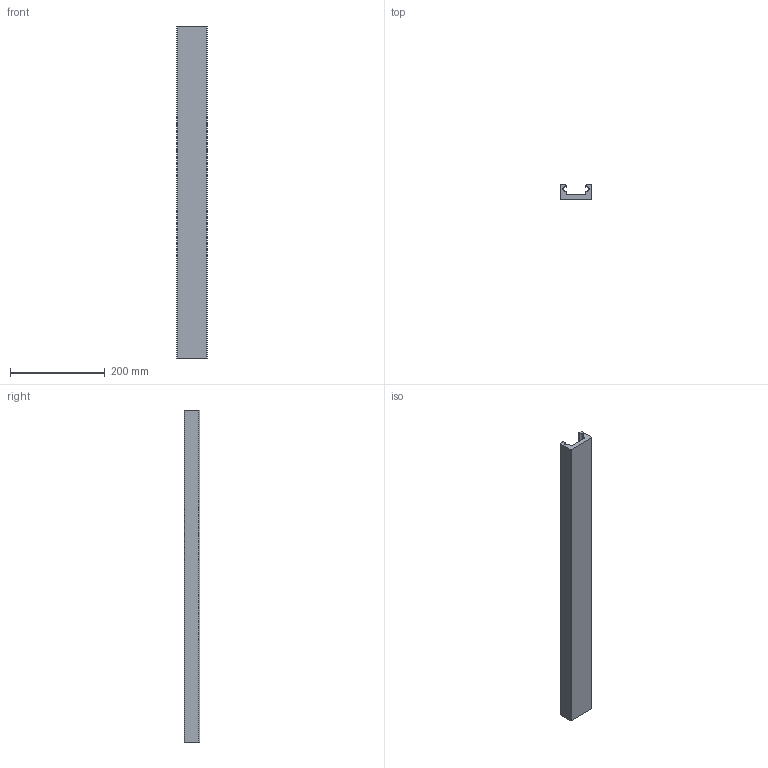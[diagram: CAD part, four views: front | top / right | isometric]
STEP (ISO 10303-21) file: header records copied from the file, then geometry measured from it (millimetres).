
FILE_DESCRIPTION (( 'STEP AP214' ), '1' );
FILE_NAME ('20437 IFW10_Schiene 700 lg.STEP', '2014-01-09T07:00:32', ( 'Simone.Haas' ), ( '' ), 'SwSTEP 2.0', 'SolidWorks 2013', '' );
FILE_SCHEMA (( 'AUTOMOTIVE_DESIGN' ));
Length unit declared in the file: millimetre
Products named in the file (1): 20437 IFW10_Schiene 700 lg
Bounding box: 65 x 32.5 x 700 mm (x, y, z)
Volume: 741685.5 mm3; surface area: 182351.6 mm2
Topology: 1 solids, 1 shells, 56 faces, 162 edges, 108 vertices
Faces by surface type: cylinder 29, plane 27
Entity records: 2272 total; most frequent: DIRECTION 334, CARTESIAN_POINT 327, ORIENTED_EDGE 324, EDGE_CURVE 162, AXIS2_PLACEMENT_3D 115, VERTEX_POINT 108, VECTOR 104, LINE 104
